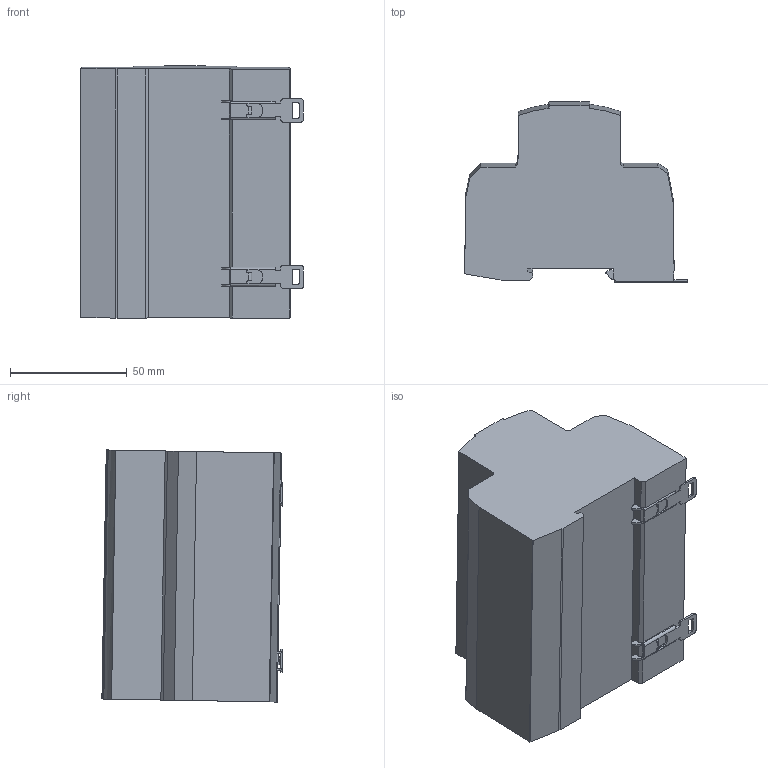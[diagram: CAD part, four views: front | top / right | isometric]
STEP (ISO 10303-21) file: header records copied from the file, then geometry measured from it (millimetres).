
FILE_DESCRIPTION(('Creo Elements/Direct Modeling STEP Export'),'2;1');
FILE_NAME('5096987.stp','2023-05-03T10:09:27',(''),(''),'Creo Elements/Direct Modeling STEP processor for AP214 (Solid Model)','Creo Elements/Direct Modeling 18.0B 02-Dec-2011 (C) Parametric Technology GmbH','');
FILE_SCHEMA(('AUTOMOTIVE_DESIGN { 1 0 10303 214 1 1 1 1 }'));
Length unit declared in the file: millimetre
Products named in the file (1): 1
Bounding box: 95.39 x 77.11 x 107.88 mm (x, y, z)
Volume: 550882 mm3; surface area: 45412.2 mm2
Topology: 1 solids, 1 shells, 314 faces, 918 edges, 606 vertices
Faces by surface type: plane 237, cylinder 60, bspline 12, extrusion 5
Entity records: 10947 total; most frequent: CARTESIAN_POINT 2579, ORIENTED_EDGE 1836, DIRECTION 1560, EDGE_CURVE 918, VECTOR 742, LINE 737, VERTEX_POINT 606, AXIS2_PLACEMENT_3D 409
